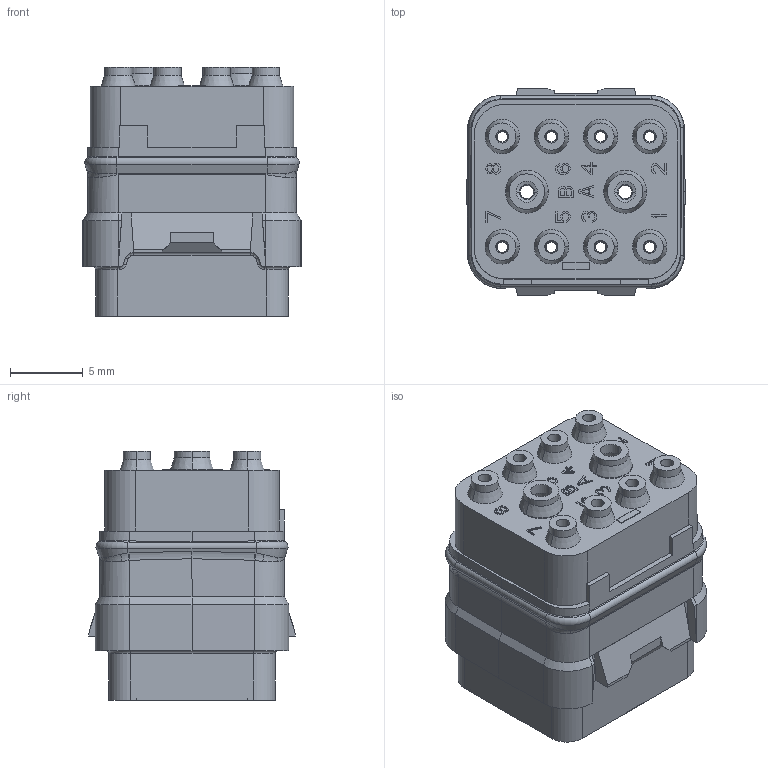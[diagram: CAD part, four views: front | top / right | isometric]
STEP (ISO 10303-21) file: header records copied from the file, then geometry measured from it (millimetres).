
FILE_DESCRIPTION((''),'2;1');
FILE_NAME('SIME0910PA','2020-01-27T',('presta_be4'),(''),'CREO PARAMETRIC BY PTC INC, 2018360','CREO PARAMETRIC BY PTC INC, 2018360','');
FILE_SCHEMA(('CONFIG_CONTROL_DESIGN'));
Length unit declared in the file: millimetre
Products named in the file (1): SIME0910PA
Bounding box: 15 x 14.2 x 17.18 mm (x, y, z)
Volume: 1814.9 mm3; surface area: 2823.4 mm2
Topology: 1 solids, 1 shells, 1660 faces, 4086 edges, 2524 vertices
Faces by surface type: plane 868, cylinder 325, torus 236, cone 172, bspline 59
Entity records: 50240 total; most frequent: CARTESIAN_POINT 10427, DIRECTION 8442, ORIENTED_EDGE 8172, EDGE_CURVE 4086, AXIS2_PLACEMENT_3D 2842, VECTOR 2758, LINE 2758, VERTEX_POINT 2524
